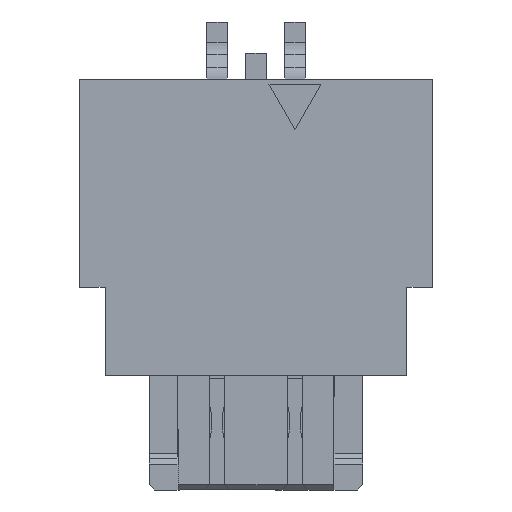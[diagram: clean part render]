
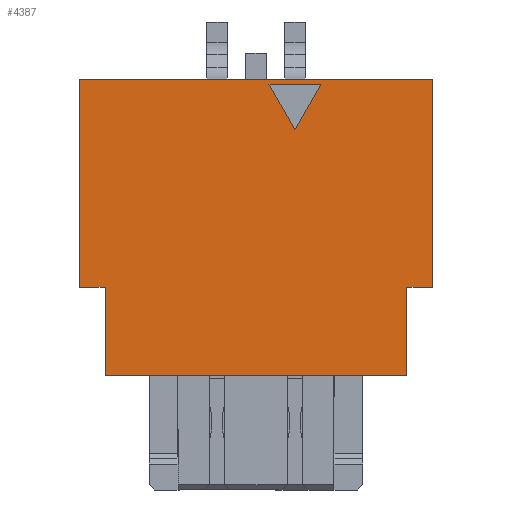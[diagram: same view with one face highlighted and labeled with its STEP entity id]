
A CAD part, front view. The second image highlights one B-rep face of the part: STEP entity #4387.
In plain terms, the highlighted planar face has unit normal (0, -1, 0).
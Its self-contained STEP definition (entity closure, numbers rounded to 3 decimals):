
#189=ORIENTED_EDGE('',*,*,#1497,.F.);
#190=ORIENTED_EDGE('',*,*,#1498,.F.);
#191=ORIENTED_EDGE('',*,*,#1499,.F.);
#192=ORIENTED_EDGE('',*,*,#1500,.F.);
#193=ORIENTED_EDGE('',*,*,#1501,.F.);
#194=ORIENTED_EDGE('',*,*,#1502,.F.);
#195=ORIENTED_EDGE('',*,*,#1503,.F.);
#196=ORIENTED_EDGE('',*,*,#1504,.F.);
#197=ORIENTED_EDGE('',*,*,#1505,.F.);
#198=ORIENTED_EDGE('',*,*,#1506,.F.);
#199=ORIENTED_EDGE('',*,*,#1507,.F.);
#1497=EDGE_CURVE('',#2151,#2152,#2575,.T.);
#1498=EDGE_CURVE('',#2153,#2151,#2576,.T.);
#1499=EDGE_CURVE('',#2154,#2153,#2577,.T.);
#1500=EDGE_CURVE('',#2155,#2154,#2578,.T.);
#1501=EDGE_CURVE('',#2156,#2155,#2579,.T.);
#1502=EDGE_CURVE('',#2157,#2156,#2580,.T.);
#1503=EDGE_CURVE('',#2158,#2157,#2581,.T.);
#1504=EDGE_CURVE('',#2152,#2158,#2582,.T.);
#1505=EDGE_CURVE('',#2159,#2160,#2583,.T.);
#1506=EDGE_CURVE('',#2161,#2159,#2584,.T.);
#1507=EDGE_CURVE('',#2160,#2161,#2585,.T.);
#2151=VERTEX_POINT('',#6257);
#2152=VERTEX_POINT('',#6258);
#2153=VERTEX_POINT('',#6260);
#2154=VERTEX_POINT('',#6262);
#2155=VERTEX_POINT('',#6264);
#2156=VERTEX_POINT('',#6266);
#2157=VERTEX_POINT('',#6268);
#2158=VERTEX_POINT('',#6270);
#2159=VERTEX_POINT('',#6273);
#2160=VERTEX_POINT('',#6274);
#2161=VERTEX_POINT('',#6276);
#2575=LINE('',#6256,#3135);
#2576=LINE('',#6259,#3136);
#2577=LINE('',#6261,#3137);
#2578=LINE('',#6263,#3138);
#2579=LINE('',#6265,#3139);
#2580=LINE('',#6267,#3140);
#2581=LINE('',#6269,#3141);
#2582=LINE('',#6271,#3142);
#2583=LINE('',#6272,#3143);
#2584=LINE('',#6275,#3144);
#2585=LINE('',#6277,#3145);
#3135=VECTOR('',#5018,1000.);
#3136=VECTOR('',#5019,1000.);
#3137=VECTOR('',#5020,1000.);
#3138=VECTOR('',#5021,1000.);
#3139=VECTOR('',#5022,1000.);
#3140=VECTOR('',#5023,1000.);
#3141=VECTOR('',#5024,1000.);
#3142=VECTOR('',#5025,1000.);
#3143=VECTOR('',#5026,1000.);
#3144=VECTOR('',#5027,1000.);
#3145=VECTOR('',#5028,1000.);
#3695=EDGE_LOOP('',(#189,#190,#191,#192,#193,#194,#195,#196));
#3696=EDGE_LOOP('',(#197,#198,#199));
#3945=FACE_BOUND('',#3695,.T.);
#3946=FACE_BOUND('',#3696,.T.);
#4195=PLANE('',#4675);
#4387=ADVANCED_FACE('',(#3945,#3946),#4195,.F.);
#4675=AXIS2_PLACEMENT_3D('',#6255,#5016,#5017);
#5016=DIRECTION('',(0.,1.,0.));
#5017=DIRECTION('',(0.,0.,1.));
#5018=DIRECTION('',(0.,0.,1.));
#5019=DIRECTION('',(-1.,0.,0.));
#5020=DIRECTION('',(0.,0.,1.));
#5021=DIRECTION('',(-1.,0.,0.));
#5022=DIRECTION('',(0.,0.,-1.));
#5023=DIRECTION('',(-1.,0.,0.));
#5024=DIRECTION('',(0.,0.,-1.));
#5025=DIRECTION('',(1.,0.,0.));
#5026=DIRECTION('',(-1.,0.,0.));
#5027=DIRECTION('',(0.5,0.,0.866));
#5028=DIRECTION('',(0.5,0.,-0.866));
#6255=CARTESIAN_POINT('',(0.,-1.225,0.));
#6256=CARTESIAN_POINT('',(-3.4,-1.225,-2.));
#6257=CARTESIAN_POINT('',(-3.4,-1.225,-2.));
#6258=CARTESIAN_POINT('',(-3.4,-1.225,2.));
#6259=CARTESIAN_POINT('',(-2.9,-1.225,-2.));
#6260=CARTESIAN_POINT('',(-2.9,-1.225,-2.));
#6261=CARTESIAN_POINT('',(-2.9,-1.225,-3.7));
#6262=CARTESIAN_POINT('',(-2.9,-1.225,-3.7));
#6263=CARTESIAN_POINT('',(2.9,-1.225,-3.7));
#6264=CARTESIAN_POINT('',(2.9,-1.225,-3.7));
#6265=CARTESIAN_POINT('',(2.9,-1.225,-2.));
#6266=CARTESIAN_POINT('',(2.9,-1.225,-2.));
#6267=CARTESIAN_POINT('',(3.4,-1.225,-2.));
#6268=CARTESIAN_POINT('',(3.4,-1.225,-2.));
#6269=CARTESIAN_POINT('',(3.4,-1.225,2.));
#6270=CARTESIAN_POINT('',(3.4,-1.225,2.));
#6271=CARTESIAN_POINT('',(-3.4,-1.225,2.));
#6272=CARTESIAN_POINT('',(1.25,-1.225,1.9));
#6273=CARTESIAN_POINT('',(1.25,-1.225,1.9));
#6274=CARTESIAN_POINT('',(0.25,-1.225,1.9));
#6275=CARTESIAN_POINT('',(0.75,-1.225,1.034));
#6276=CARTESIAN_POINT('',(0.75,-1.225,1.034));
#6277=CARTESIAN_POINT('',(0.25,-1.225,1.9));
